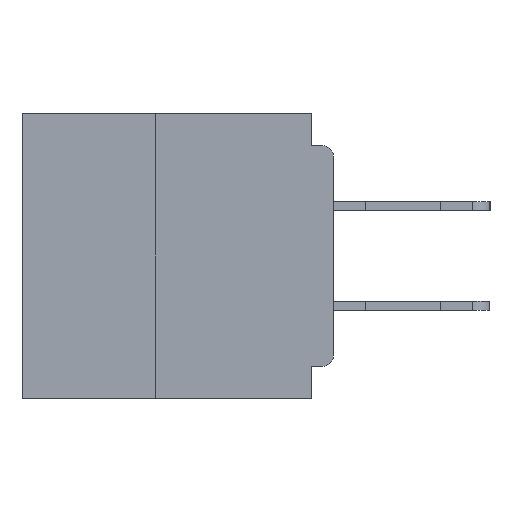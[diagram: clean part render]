
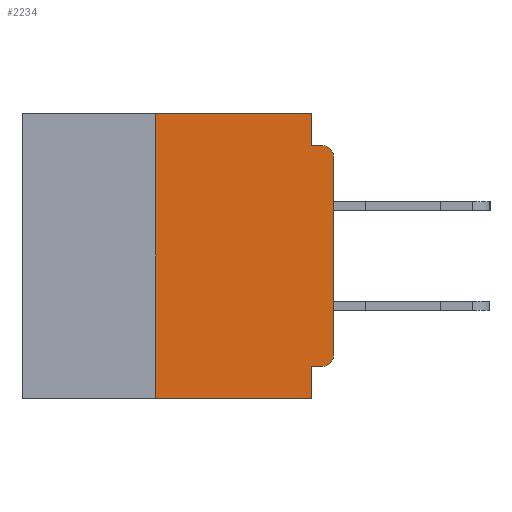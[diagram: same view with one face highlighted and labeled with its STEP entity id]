
A CAD part, left-side view. The second image highlights one B-rep face of the part: STEP entity #2234.
In plain terms, the highlighted planar face has unit normal (-1, 0, 0).
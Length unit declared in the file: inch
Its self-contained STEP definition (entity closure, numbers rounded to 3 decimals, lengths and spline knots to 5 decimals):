
#64 = DIRECTION ( 'NONE',  ( 0., -1., 0. ) ) ;
#316 = DIRECTION ( 'NONE',  ( 0., 0., 1. ) ) ;
#420 = ORIENTED_EDGE ( 'NONE', *, *, #7494, .T. ) ;
#1500 = CARTESIAN_POINT ( 'NONE',  ( 0., 0.015, -0.06 ) ) ;
#1990 = EDGE_CURVE ( 'NONE', #30048, #10733, #2600, .T. ) ;
#2234 = ADVANCED_FACE ( 'NONE', ( #42389 ), #37340, .F. ) ;
#2600 = LINE ( 'NONE', #44726, #10866 ) ;
#3777 = DIRECTION ( 'NONE',  ( 0., 0., -1. ) ) ;
#5416 = VERTEX_POINT ( 'NONE', #10549 ) ;
#5622 = DIRECTION ( 'NONE',  ( 0., 0., -1. ) ) ;
#6938 = VERTEX_POINT ( 'NONE', #37090 ) ;
#7494 = EDGE_CURVE ( 'NONE', #49086, #10733, #11569, .T. ) ;
#7651 = CIRCLE ( 'NONE', #17945, 0.015 ) ;
#7711 = CARTESIAN_POINT ( 'NONE',  ( 0., 0.015, -0.34 ) ) ;
#7773 = VERTEX_POINT ( 'NONE', #50763 ) ;
#8302 = LINE ( 'NONE', #14806, #17760 ) ;
#8429 = DIRECTION ( 'NONE',  ( 0., 0., 1. ) ) ;
#10053 = ORIENTED_EDGE ( 'NONE', *, *, #26418, .F. ) ;
#10549 = CARTESIAN_POINT ( 'NONE',  ( 0., 0., -0.06 ) ) ;
#10733 = VERTEX_POINT ( 'NONE', #28109 ) ;
#10866 = VECTOR ( 'NONE', #44775, 39.37008 ) ;
#11569 = LINE ( 'NONE', #40964, #19229 ) ;
#11772 = DIRECTION ( 'NONE',  ( 0., 0., -1. ) ) ;
#13709 = CARTESIAN_POINT ( 'NONE',  ( 0., 0.25, -0.4 ) ) ;
#14194 = ORIENTED_EDGE ( 'NONE', *, *, #21022, .F. ) ;
#14735 = EDGE_CURVE ( 'NONE', #50721, #5416, #29343, .T. ) ;
#14806 = CARTESIAN_POINT ( 'NONE',  ( 0., 0., -0.045 ) ) ;
#17599 = EDGE_CURVE ( 'NONE', #18010, #7773, #40382, .T. ) ;
#17760 = VECTOR ( 'NONE', #31362, 39.37008 ) ;
#17945 = AXIS2_PLACEMENT_3D ( 'NONE', #7711, #35881, #11772 ) ;
#18010 = VERTEX_POINT ( 'NONE', #41744 ) ;
#18191 = LINE ( 'NONE', #52073, #51576 ) ;
#19147 = AXIS2_PLACEMENT_3D ( 'NONE', #37284, #37237, #37175 ) ;
#19229 = VECTOR ( 'NONE', #49056, 39.37008 ) ;
#19579 = CARTESIAN_POINT ( 'NONE',  ( 0., 0.015, -0.045 ) ) ;
#20204 = ORIENTED_EDGE ( 'NONE', *, *, #14735, .T. ) ;
#21022 = EDGE_CURVE ( 'NONE', #49086, #18010, #37602, .T. ) ;
#23534 = ORIENTED_EDGE ( 'NONE', *, *, #1990, .F. ) ;
#23779 = ORIENTED_EDGE ( 'NONE', *, *, #27574, .F. ) ;
#23875 = EDGE_CURVE ( 'NONE', #40544, #48730, #8302, .T. ) ;
#24361 = CARTESIAN_POINT ( 'NONE',  ( 0., 0.437, 0. ) ) ;
#26418 = EDGE_CURVE ( 'NONE', #7773, #40544, #18191, .T. ) ;
#27095 = ORIENTED_EDGE ( 'NONE', *, *, #23875, .F. ) ;
#27574 = EDGE_CURVE ( 'NONE', #6938, #30048, #46304, .T. ) ;
#28109 = CARTESIAN_POINT ( 'NONE',  ( 0., 0.031, -0.4 ) ) ;
#28522 = AXIS2_PLACEMENT_3D ( 'NONE', #1500, #29793, #5622 ) ;
#28661 = CARTESIAN_POINT ( 'NONE',  ( 0., 0.25, -0.4 ) ) ;
#29343 = LINE ( 'NONE', #32551, #41335 ) ;
#29635 = VECTOR ( 'NONE', #64, 39.37008 ) ;
#29793 = DIRECTION ( 'NONE',  ( -1., 0., 0. ) ) ;
#30048 = VERTEX_POINT ( 'NONE', #40433 ) ;
#31362 = DIRECTION ( 'NONE',  ( 0., -1., 0. ) ) ;
#32551 = CARTESIAN_POINT ( 'NONE',  ( 0., 0., 0. ) ) ;
#34927 = EDGE_CURVE ( 'NONE', #5416, #48730, #36237, .T. ) ;
#35555 = VECTOR ( 'NONE', #36190, 39.37008 ) ;
#35881 = DIRECTION ( 'NONE',  ( -1., 0., 0. ) ) ;
#36190 = DIRECTION ( 'NONE',  ( 0., 1., 0. ) ) ;
#36237 = CIRCLE ( 'NONE', #28522, 0.015 ) ;
#37090 = CARTESIAN_POINT ( 'NONE',  ( 0., 0.015, -0.355 ) ) ;
#37175 = DIRECTION ( 'NONE',  ( 0., 0., -1. ) ) ;
#37237 = DIRECTION ( 'NONE',  ( 1., 0., 0. ) ) ;
#37284 = CARTESIAN_POINT ( 'NONE',  ( 0., 0.437, 0. ) ) ;
#37340 = PLANE ( 'NONE',  #19147 ) ;
#37602 = LINE ( 'NONE', #28661, #50837 ) ;
#39710 = CARTESIAN_POINT ( 'NONE',  ( 0., 0.031, -0.045 ) ) ;
#40382 = LINE ( 'NONE', #24361, #29635 ) ;
#40433 = CARTESIAN_POINT ( 'NONE',  ( 0., 0.031, -0.355 ) ) ;
#40544 = VERTEX_POINT ( 'NONE', #39710 ) ;
#40758 = ORIENTED_EDGE ( 'NONE', *, *, #34927, .T. ) ;
#40964 = CARTESIAN_POINT ( 'NONE',  ( 0., 0.437, -0.4 ) ) ;
#41335 = VECTOR ( 'NONE', #8429, 39.37008 ) ;
#41744 = CARTESIAN_POINT ( 'NONE',  ( 0., 0.25, 0. ) ) ;
#42389 = FACE_OUTER_BOUND ( 'NONE', #47685, .T. ) ;
#43941 = ORIENTED_EDGE ( 'NONE', *, *, #52149, .T. ) ;
#44726 = CARTESIAN_POINT ( 'NONE',  ( 0., 0.031, -0.4 ) ) ;
#44775 = DIRECTION ( 'NONE',  ( 0., 0., -1. ) ) ;
#45991 = ORIENTED_EDGE ( 'NONE', *, *, #17599, .F. ) ;
#46256 = CARTESIAN_POINT ( 'NONE',  ( 0., 0., -0.34 ) ) ;
#46304 = LINE ( 'NONE', #48216, #35555 ) ;
#47685 = EDGE_LOOP ( 'NONE', ( #20204, #40758, #27095, #10053, #45991, #14194, #420, #23534, #23779, #43941 ) ) ;
#48216 = CARTESIAN_POINT ( 'NONE',  ( 0., 0., -0.355 ) ) ;
#48730 = VERTEX_POINT ( 'NONE', #19579 ) ;
#49056 = DIRECTION ( 'NONE',  ( 0., -1., 0. ) ) ;
#49086 = VERTEX_POINT ( 'NONE', #13709 ) ;
#50721 = VERTEX_POINT ( 'NONE', #46256 ) ;
#50763 = CARTESIAN_POINT ( 'NONE',  ( 0., 0.031, 0. ) ) ;
#50837 = VECTOR ( 'NONE', #316, 39.37008 ) ;
#51576 = VECTOR ( 'NONE', #3777, 39.37008 ) ;
#52073 = CARTESIAN_POINT ( 'NONE',  ( 0., 0.031, 0. ) ) ;
#52149 = EDGE_CURVE ( 'NONE', #6938, #50721, #7651, .T. ) ;
